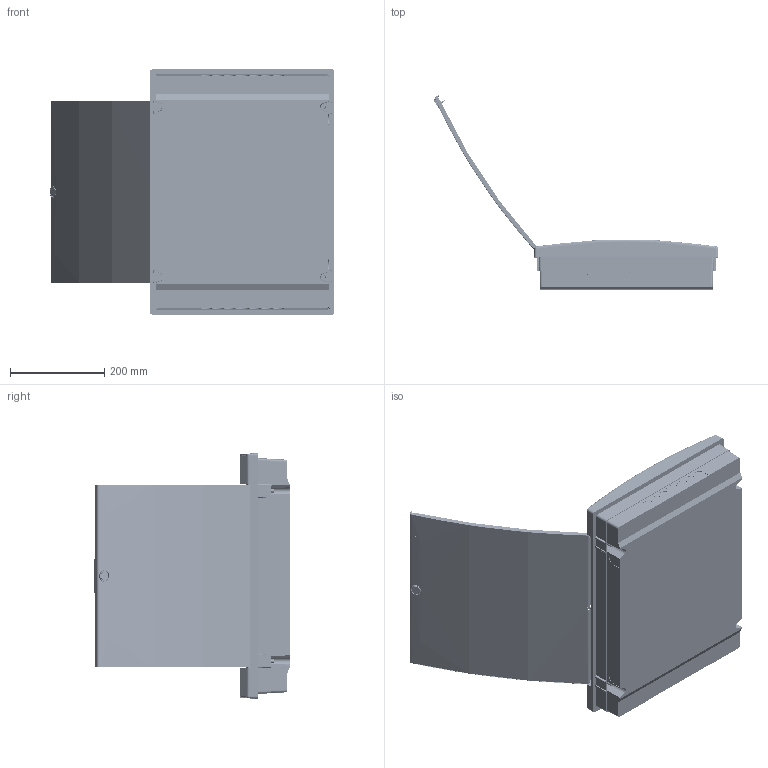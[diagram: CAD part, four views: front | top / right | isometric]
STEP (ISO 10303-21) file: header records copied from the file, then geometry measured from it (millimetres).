
FILE_DESCRIPTION(/* description */ ('Unknown'),/* implementation_level */ '2;1');
FILE_NAME(/* name */ 'ECM_3x18_PO_Media_Mod',/* time_stamp */ '2020-05-22T13:19:30+02:00',/* author */ ('Unknown'),/* organization */ ('Unknown'),/* preprocessor_version */ 'ST-DEVELOPER v16.7',/* originating_system */ 'DEX',/* authorisation */ $);
FILE_SCHEMA (('AUTOMOTIVE_DESIGN { 1 0 10303 214 3 1 1 }','AP242_MANAGED_MODEL_BASED_3D_ENGINEERING_MIM_LF { 1 0 10303 442 1 1 4 }','AUTOMOTIVE_DESIGN {1 0 10303 214 3 1 1}'));
Products named in the file (16): ECM_3x18_PO_Media_Mod; Bottom_ECM_3x18; Front_ECM_3x18; Door_ECM_3x18; Gniazdko; Gniazdko part A; AS-C 4x10; AW-R 4; AN-H 4; Gniazdko part B; AS-C 4x16; Screw_M4x8; Screw_M4x16; ETI LOGO; PM-PER 2x18 RJ; TH_18_Rail
Assembly tree (26 placements, depth 3):
  ECM_3x18_PO_Media_Mod
    Bottom_ECM_3x18
    Front_ECM_3x18
    Door_ECM_3x18
    Gniazdko
      Gniazdko part A
      AS-C 4x10  x2
      AW-R 4  x2
      AN-H 4  x2
      Gniazdko part B
      AS-C 4x16
    Screw_M4x8  x6
    Screw_M4x16  x4
    ETI LOGO
    PM-PER 2x18 RJ
    TH_18_Rail
Bounding box: 606.12 x 414.87 x 521.96 mm (x, y, z)
Volume: 1658935.8 mm3; surface area: 1667029.1 mm2
Topology: 27 solids, 27 shells, 2506 faces, 7128 edges, 4722 vertices
Faces by surface type: plane 1401, cylinder 913, cone 131, torus 31, bspline 16, sphere 14
Full cylindrical faces by diameter (mm): 2.5 x1, 3 x2, 3.242 x2, 3.8 x2, 4 x546, 4.3 x2, 4.7 x1, 4.75 x1, 5 x46, 5.5 x3, 5.6 x1, 8 x12, 9.5 x4, 10 x2, 18 x23, 38 x1
Entity records: 77636 total; most frequent: CARTESIAN_POINT 13881, DIRECTION 11937, ORIENTED_EDGE 11446, EDGE_CURVE 5723, FACE_BOUND 4397, EDGE_LOOP 4395, VERTEX_POINT 4228, AXIS2_PLACEMENT_3D 4195
